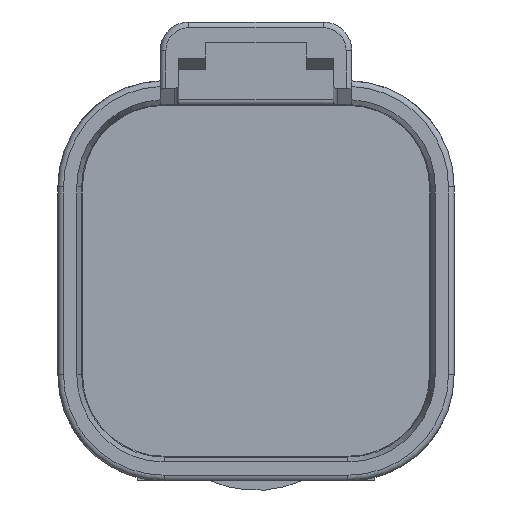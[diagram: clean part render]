
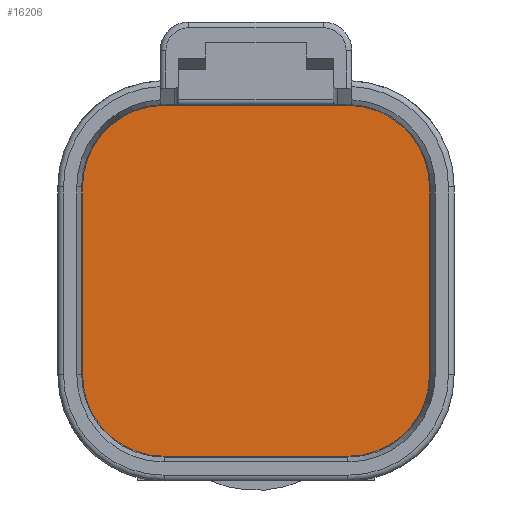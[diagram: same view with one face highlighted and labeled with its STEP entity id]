
A CAD part, front view. The second image highlights one B-rep face of the part: STEP entity #16206.
In plain terms, the highlighted planar face has unit normal (0, -1, 0).
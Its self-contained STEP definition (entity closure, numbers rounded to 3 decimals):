
#908=CARTESIAN_POINT('',(-4.85,18.,4.95));
#909=DIRECTION('',(0.,-1.,0.));
#910=DIRECTION('',(0.,0.,1.));
#911=AXIS2_PLACEMENT_3D('',#908,#909,#910);
#913=DIRECTION('',(-1.,0.,0.));
#914=VECTOR('',#913,9.7);
#915=CARTESIAN_POINT('',(4.85,18.,9.25));
#916=LINE('',#915,#914);
#917=CARTESIAN_POINT('',(4.85,18.,4.95));
#918=DIRECTION('',(0.,-1.,0.));
#919=DIRECTION('',(1.,0.,0.));
#920=AXIS2_PLACEMENT_3D('',#917,#918,#919);
#922=DIRECTION('',(0.,0.,1.));
#923=VECTOR('',#922,9.9);
#924=CARTESIAN_POINT('',(9.15,18.,-4.95));
#925=LINE('',#924,#923);
#926=CARTESIAN_POINT('',(4.85,18.,-4.95));
#927=DIRECTION('',(0.,-1.,0.));
#928=DIRECTION('',(0.,0.,-1.));
#929=AXIS2_PLACEMENT_3D('',#926,#927,#928);
#931=DIRECTION('',(1.,0.,0.));
#932=VECTOR('',#931,9.7);
#933=CARTESIAN_POINT('',(-4.85,18.,-9.25));
#934=LINE('',#933,#932);
#935=CARTESIAN_POINT('',(-4.85,18.,-4.95));
#936=DIRECTION('',(0.,-1.,0.));
#937=DIRECTION('',(-1.,0.,0.));
#938=AXIS2_PLACEMENT_3D('',#935,#936,#937);
#940=DIRECTION('',(0.,0.,-1.));
#941=VECTOR('',#940,9.9);
#942=CARTESIAN_POINT('',(-9.15,18.,4.95));
#943=LINE('',#942,#941);
#11407=CARTESIAN_POINT('',(-4.85,18.,9.25));
#11408=CARTESIAN_POINT('',(-9.15,18.,4.95));
#11409=VERTEX_POINT('',#11407);
#11410=VERTEX_POINT('',#11408);
#11411=CARTESIAN_POINT('',(-9.15,18.,-4.95));
#11412=CARTESIAN_POINT('',(-4.85,18.,-9.25));
#11413=VERTEX_POINT('',#11411);
#11414=VERTEX_POINT('',#11412);
#11415=CARTESIAN_POINT('',(4.85,18.,-9.25));
#11416=CARTESIAN_POINT('',(9.15,18.,-4.95));
#11417=VERTEX_POINT('',#11415);
#11418=VERTEX_POINT('',#11416);
#11419=CARTESIAN_POINT('',(9.15,18.,4.95));
#11420=CARTESIAN_POINT('',(4.85,18.,9.25));
#11421=VERTEX_POINT('',#11419);
#11422=VERTEX_POINT('',#11420);
#16191=CARTESIAN_POINT('',(0.,18.,0.));
#16192=DIRECTION('',(0.,-1.,0.));
#16193=DIRECTION('',(1.,0.,0.));
#16194=AXIS2_PLACEMENT_3D('',#16191,#16192,#16193);
#16195=PLANE('',#16194);
#16196=ORIENTED_EDGE('',*,*,#16079,.F.);
#16197=ORIENTED_EDGE('',*,*,#15735,.F.);
#16198=ORIENTED_EDGE('',*,*,#15825,.F.);
#16199=ORIENTED_EDGE('',*,*,#15895,.F.);
#16200=ORIENTED_EDGE('',*,*,#15910,.F.);
#16201=ORIENTED_EDGE('',*,*,#15979,.F.);
#16202=ORIENTED_EDGE('',*,*,#15994,.F.);
#16203=ORIENTED_EDGE('',*,*,#16063,.F.);
#16204=EDGE_LOOP('',(#16196,#16197,#16198,#16199,#16200,#16201,#16202,#16203));
#16205=FACE_OUTER_BOUND('',#16204,.F.);
#16206=ADVANCED_FACE('',(#16205),#16195,.T.);
#912=CIRCLE('',#911,4.3);
#921=CIRCLE('',#920,4.3);
#930=CIRCLE('',#929,4.3);
#939=CIRCLE('',#938,4.3);
#15735=EDGE_CURVE('',#11422,#11409,#916,.T.);
#15825=EDGE_CURVE('',#11421,#11422,#921,.T.);
#15895=EDGE_CURVE('',#11418,#11421,#925,.T.);
#15910=EDGE_CURVE('',#11417,#11418,#930,.T.);
#15979=EDGE_CURVE('',#11414,#11417,#934,.T.);
#15994=EDGE_CURVE('',#11413,#11414,#939,.T.);
#16063=EDGE_CURVE('',#11410,#11413,#943,.T.);
#16079=EDGE_CURVE('',#11409,#11410,#912,.T.);
